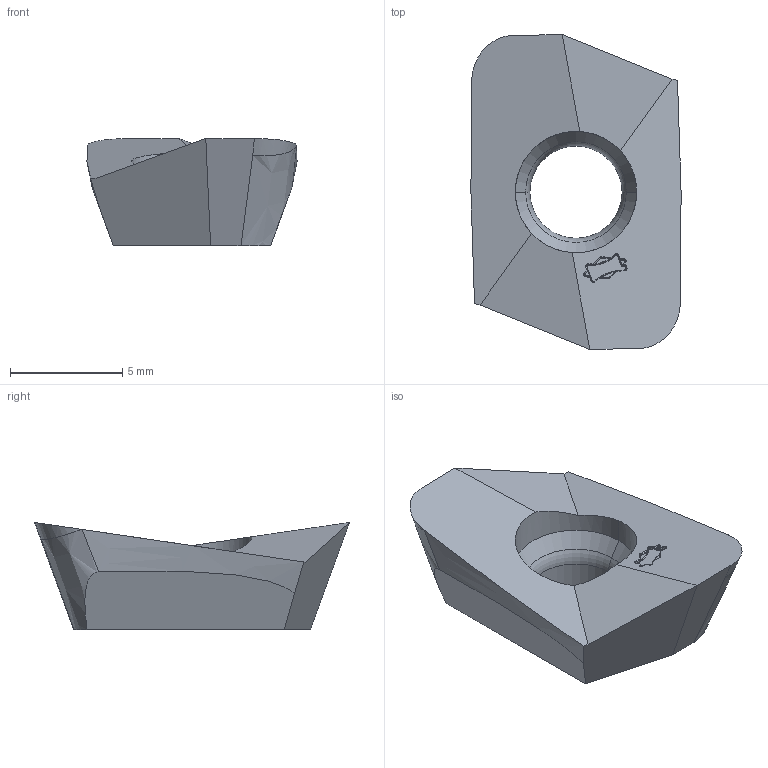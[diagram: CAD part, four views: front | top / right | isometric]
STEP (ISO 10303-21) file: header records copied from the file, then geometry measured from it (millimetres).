
FILE_DESCRIPTION((''),'2;1');
FILE_NAME('607660308-000','2022-01-12T11:11:04',('klausa'),(''),'CREO PARAMETRIC BY PTC INC, 2020184','CREO PARAMETRIC BY PTC INC, 2020184','');
FILE_SCHEMA(('AP242_MANAGED_MODEL_BASED_3D_ENGINEERING_MIM_LF { 1 0 10303 442 1 1 4 }'));
Length unit declared in the file: millimetre
Products named in the file (1): 607660308-000
Bounding box: 9.34 x 14 x 4.76 mm (x, y, z)
Volume: 299.3 mm3; surface area: 365.8 mm2
Topology: 1 solids, 1 shells, 131 faces, 328 edges, 199 vertices
Faces by surface type: cylinder 43, plane 30, bspline 30, torus 26, cone 2
Entity records: 6592 total; most frequent: CARTESIAN_POINT 2467, ORIENTED_EDGE 656, DIRECTION 552, PRESENTATION_STYLE_ASSIGNMENT 331, STYLED_ITEM 331, CURVE_STYLE 330, EDGE_CURVE 328, AXIS2_PLACEMENT_3D 226
